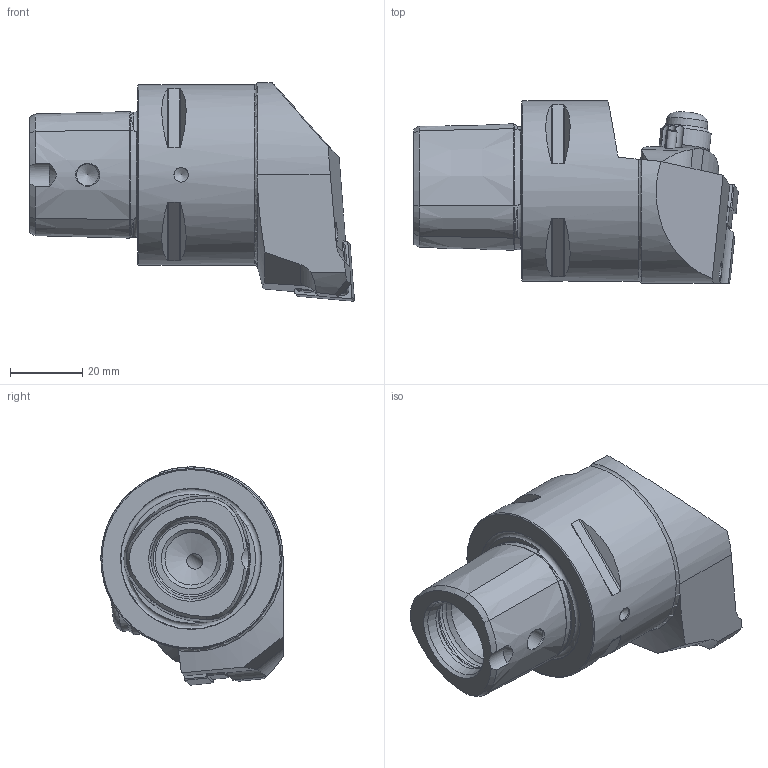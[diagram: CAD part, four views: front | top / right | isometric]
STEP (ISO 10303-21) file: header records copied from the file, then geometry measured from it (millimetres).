
FILE_DESCRIPTION (( 'STEP AP214' ), '1' );
FILE_NAME ('KCE.RLA.060-HPS.STEP', '2020-06-22T13:48:19', ( '' ), ( '' ), 'SwSTEP 2.0', 'SolidWorks 2017', '' );
FILE_SCHEMA (( 'AUTOMOTIVE_DESIGN' ));
Length unit declared in the file: millimetre
Products named in the file (11): CNMG160604; WCE-ER2.101.004_A; WCC-ER3.102.024_C; WCE-ER2.001.012_A; WCC-ER5.So1.012_B; PS5-KCE.RLA.060-HPS_A; KVT_MB_600_050; WCC-ER5.102.005_A; ISO 13337 - 3 x 12_PreviewCfg; KCE.RLA.060-HPS; WCC-ER4.So1.032_A
Assembly tree (10 placements, depth 2):
  KCE.RLA.060-HPS
    PS5-KCE.RLA.060-HPS_A
    CNMG160604
    ISO 13337 - 3 x 12_PreviewCfg
    WCC-ER3.102.024_C
    WCC-ER4.So1.032_A
    WCC-ER5.102.005_A
    WCC-ER5.So1.012_B
    WCE-ER2.001.012_A
    WCE-ER2.101.004_A
    KVT_MB_600_050
Bounding box: 90 x 50.5 x 60.5 mm (x, y, z)
Volume: 107607 mm3; surface area: 25620.2 mm2
Topology: 11 solids, 11 shells, 326 faces, 796 edges, 492 vertices
Faces by surface type: plane 108, cylinder 97, cone 82, torus 26, bspline 12, sphere 1
Full cylindrical faces by diameter (mm): 1.5 x3, 2 x2, 2.7 x3, 3 x2, 4 x2, 4.2 x4, 5 x5, 6 x1, 6.1 x2, 6.2 x4, 6.35 x1, 6.8 x1, 7 x2, 8.05 x1, 8.5 x1, 11.5 x1, 14.5 x1, 21 x2, 24 x1, 50 x1
Entity records: 10817 total; most frequent: CARTESIAN_POINT 3482, DIRECTION 1379, ORIENTED_EDGE 1320, EDGE_CURVE 660, AXIS2_PLACEMENT_3D 567, VERTEX_POINT 457, EDGE_LOOP 451, FACE_OUTER_BOUND 376
